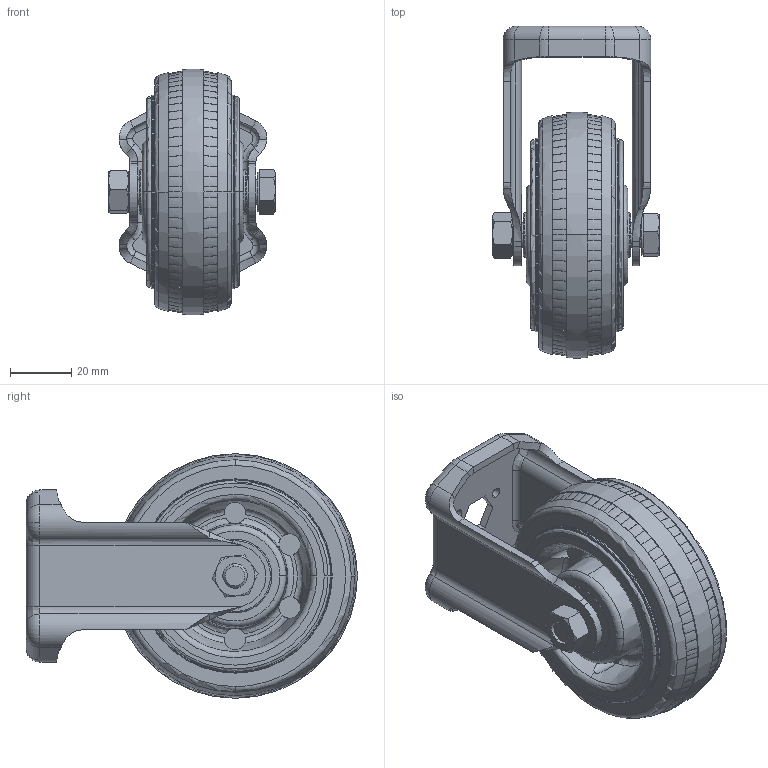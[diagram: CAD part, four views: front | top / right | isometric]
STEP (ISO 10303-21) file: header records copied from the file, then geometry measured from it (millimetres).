
FILE_DESCRIPTION (( 'STEP AP214' ), '1' );
FILE_NAME ('Accessories for aluminium profiles098F080GNESD.step', '2016-10-19T18:17:22', ( '' ), ( '' ), 'SwSTEP 2.0', 'SolidWorks 2016', '' );
FILE_SCHEMA (( 'AUTOMOTIVE_DESIGN' ));
Length unit declared in the file: millimetre
Products named in the file (5): 4DIN934M08M; 4DIN931M08048MS01; Accessories for aluminium profiles098F080GNESD; VPA_80_8K-EL_598235-214_selction no pls; 098FR.u.Tab_098F080
Assembly tree (4 placements, depth 2):
  Accessories for aluminium profiles098F080GNESD
    4DIN931M08048MS01
    4DIN934M08M
    098FR.u.Tab_098F080
    VPA_80_8K-EL_598235-214_selction no pls
Bounding box: 54.2 x 107.98 x 79.95 mm (x, y, z)
Volume: 137272.3 mm3; surface area: 42648.4 mm2
Topology: 4 solids, 5 shells, 660 faces, 1783 edges, 1153 vertices
Faces by surface type: plane 222, bspline 187, cylinder 118, torus 80, cone 53
Entity records: 36905 total; most frequent: CARTESIAN_POINT 14844, ORIENTED_EDGE 3566, DIRECTION 2748, EDGE_CURVE 1783, VERTEX_POINT 1153, AXIS2_PLACEMENT_3D 1104, EDGE_LOOP 696, ADVANCED_FACE 660
